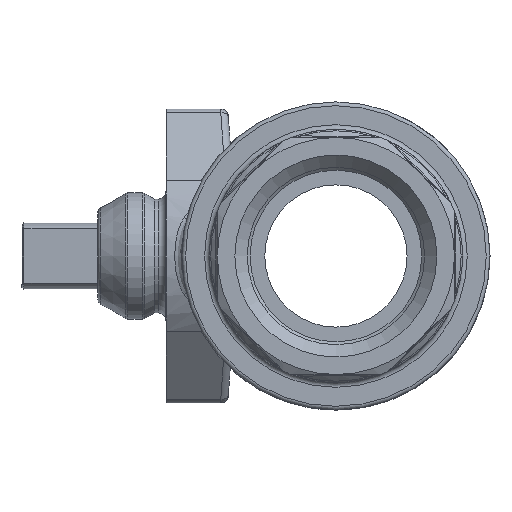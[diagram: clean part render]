
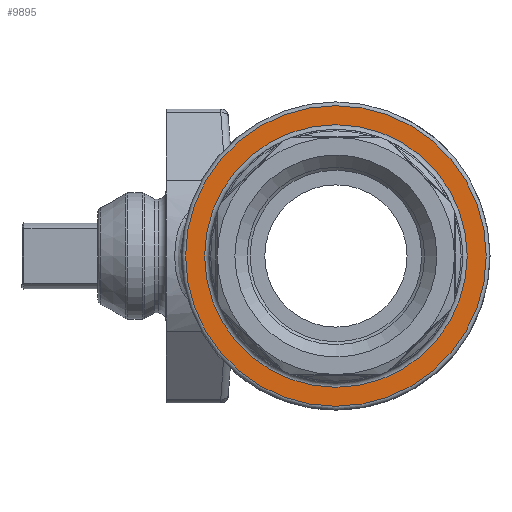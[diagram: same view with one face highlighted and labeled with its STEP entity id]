
A CAD part, left-side view. The second image highlights one B-rep face of the part: STEP entity #9895.
In plain terms, the highlighted planar face has unit normal (-1, 0, 0).
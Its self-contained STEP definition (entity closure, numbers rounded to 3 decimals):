
#859=FACE_BOUND('',#2768,.T.);
#1049=PLANE('',#10846);
#2162=FACE_OUTER_BOUND('',#2767,.T.);
#2767=EDGE_LOOP('',(#9214));
#2768=EDGE_LOOP('',(#9215));
#4179=CIRCLE('',#10845,15.85);
#4180=CIRCLE('',#10847,13.85);
#5061=VERTEX_POINT('',#21385);
#5062=VERTEX_POINT('',#21389);
#6456=EDGE_CURVE('',#5061,#5061,#4179,.T.);
#6457=EDGE_CURVE('',#5062,#5062,#4180,.T.);
#9214=ORIENTED_EDGE('',*,*,#6456,.F.);
#9215=ORIENTED_EDGE('',*,*,#6457,.F.);
#9895=ADVANCED_FACE('',(#2162,#859),#1049,.T.);
#10845=AXIS2_PLACEMENT_3D('',#21387,#12982,#12983);
#10846=AXIS2_PLACEMENT_3D('',#21388,#12984,#12985);
#10847=AXIS2_PLACEMENT_3D('',#21390,#12986,#12987);
#12982=DIRECTION('center_axis',(1.,0.,0.));
#12983=DIRECTION('ref_axis',(0.,-1.,0.));
#12984=DIRECTION('center_axis',(-1.,0.,0.));
#12985=DIRECTION('ref_axis',(0.,0.,1.));
#12986=DIRECTION('center_axis',(-1.,0.,0.));
#12987=DIRECTION('ref_axis',(0.,-1.,0.));
#21385=CARTESIAN_POINT('',(0.,0.,
15.85));
#21387=CARTESIAN_POINT('Origin',(0.,0.,0.));
#21388=CARTESIAN_POINT('Origin',(0.,14.8,0.));
#21389=CARTESIAN_POINT('',(0.,0.,
13.85));
#21390=CARTESIAN_POINT('Origin',(0.,0.,0.));
